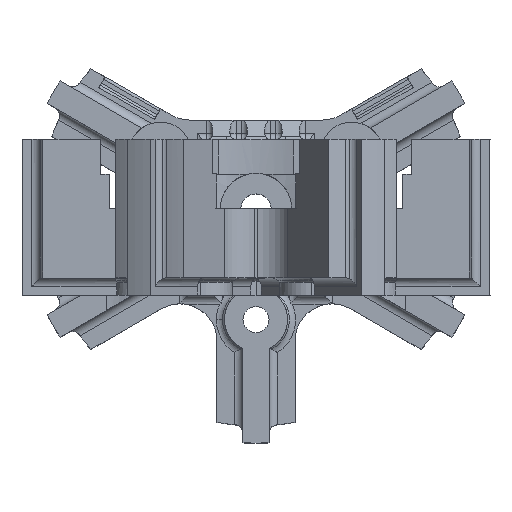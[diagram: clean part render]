
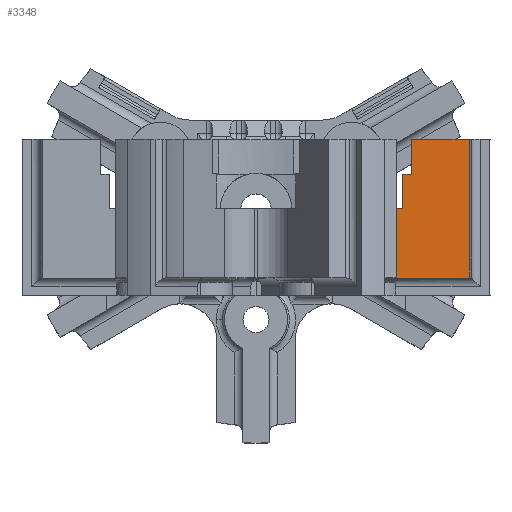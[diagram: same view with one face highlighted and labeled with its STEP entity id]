
A CAD part, top view. The second image highlights one B-rep face of the part: STEP entity #3348.
In plain terms, the highlighted planar face has unit normal (0, 0, 1).
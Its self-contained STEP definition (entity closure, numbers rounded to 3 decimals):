
#28 = VERTEX_POINT ( 'NONE', #11946 ) ;
#181 = LINE ( 'NONE', #9270, #10612 ) ;
#651 = VECTOR ( 'NONE', #4475, 1000. ) ;
#861 = VECTOR ( 'NONE', #10913, 1000. ) ;
#1473 = CARTESIAN_POINT ( 'NONE',  ( 16.912, 0., 4.5 ) ) ;
#1567 = VERTEX_POINT ( 'NONE', #4485 ) ;
#1718 = EDGE_CURVE ( 'NONE', #6485, #11190, #12122, .T. ) ;
#1781 = ORIENTED_EDGE ( 'NONE', *, *, #10312, .T. ) ;
#1977 = VECTOR ( 'NONE', #14170, 1000. ) ;
#2240 = AXIS2_PLACEMENT_3D ( 'NONE', #5174, #8536, #6302 ) ;
#2586 = EDGE_CURVE ( 'NONE', #28, #11190, #9333, .T. ) ;
#2633 = VERTEX_POINT ( 'NONE', #4038 ) ;
#2723 = EDGE_CURVE ( 'NONE', #1567, #6485, #11909, .T. ) ;
#2729 = DIRECTION ( 'NONE',  ( -1., 0., 0. ) ) ;
#3046 = EDGE_LOOP ( 'NONE', ( #1781, #11676, #5020, #9884, #13271, #4774, #14467, #11556 ) ) ;
#3348 = ADVANCED_FACE ( 'NONE', ( #12982 ), #14224, .F. ) ;
#3527 = EDGE_CURVE ( 'NONE', #2633, #6451, #6243, .T. ) ;
#3636 = CARTESIAN_POINT ( 'NONE',  ( 0., 4., 4.5 ) ) ;
#3676 = CARTESIAN_POINT ( 'NONE',  ( 24.592, 25., 4.5 ) ) ;
#4038 = CARTESIAN_POINT ( 'NONE',  ( 17.944, 4., 4.5 ) ) ;
#4162 = EDGE_CURVE ( 'NONE', #2633, #8722, #11118, .T. ) ;
#4318 = DIRECTION ( 'NONE',  ( -1., 0., 0. ) ) ;
#4475 = DIRECTION ( 'NONE',  ( 0., -1., 0. ) ) ;
#4485 = CARTESIAN_POINT ( 'NONE',  ( 15.059, 0., 4.5 ) ) ;
#4774 = ORIENTED_EDGE ( 'NONE', *, *, #4162, .F. ) ;
#5020 = ORIENTED_EDGE ( 'NONE', *, *, #1718, .T. ) ;
#5174 = CARTESIAN_POINT ( 'NONE',  ( 12.75, 25., 4.5 ) ) ;
#5375 = VERTEX_POINT ( 'NONE', #6859 ) ;
#5407 = VECTOR ( 'NONE', #8219, 1000. ) ;
#5424 = CARTESIAN_POINT ( 'NONE',  ( 0., 0., 4.5 ) ) ;
#5437 = CARTESIAN_POINT ( 'NONE',  ( 15.059, -8., 4.5 ) ) ;
#5611 = VECTOR ( 'NONE', #4318, 1000. ) ;
#6243 = LINE ( 'NONE', #3636, #8909 ) ;
#6302 = DIRECTION ( 'NONE',  ( -1., 0., 0. ) ) ;
#6451 = VERTEX_POINT ( 'NONE', #6648 ) ;
#6485 = VERTEX_POINT ( 'NONE', #13249 ) ;
#6648 = CARTESIAN_POINT ( 'NONE',  ( 16.912, 4., 4.5 ) ) ;
#6859 = CARTESIAN_POINT ( 'NONE',  ( 16.912, 0., 4.5 ) ) ;
#7958 = LINE ( 'NONE', #5424, #5611 ) ;
#8219 = DIRECTION ( 'NONE',  ( 0., -1., 0. ) ) ;
#8536 = DIRECTION ( 'NONE',  ( 0., 0., -1. ) ) ;
#8722 = VERTEX_POINT ( 'NONE', #12740 ) ;
#8909 = VECTOR ( 'NONE', #11738, 1000. ) ;
#9270 = CARTESIAN_POINT ( 'NONE',  ( 0., 8., 4.5 ) ) ;
#9333 = LINE ( 'NONE', #3676, #5407 ) ;
#9665 = CARTESIAN_POINT ( 'NONE',  ( 24.592, -8., 4.5 ) ) ;
#9836 = DIRECTION ( 'NONE',  ( 1., 0., 0. ) ) ;
#9884 = ORIENTED_EDGE ( 'NONE', *, *, #2586, .F. ) ;
#10206 = VECTOR ( 'NONE', #9836, 1000. ) ;
#10312 = EDGE_CURVE ( 'NONE', #5375, #1567, #7958, .T. ) ;
#10612 = VECTOR ( 'NONE', #2729, 1000. ) ;
#10672 = EDGE_CURVE ( 'NONE', #28, #8722, #181, .T. ) ;
#10739 = CARTESIAN_POINT ( 'NONE',  ( 12.75, -8., 4.5 ) ) ;
#10913 = DIRECTION ( 'NONE',  ( 0., 1., 0. ) ) ;
#11118 = LINE ( 'NONE', #11191, #861 ) ;
#11122 = EDGE_CURVE ( 'NONE', #5375, #6451, #13960, .T. ) ;
#11190 = VERTEX_POINT ( 'NONE', #9665 ) ;
#11191 = CARTESIAN_POINT ( 'NONE',  ( 17.944, 4., 4.5 ) ) ;
#11556 = ORIENTED_EDGE ( 'NONE', *, *, #11122, .F. ) ;
#11676 = ORIENTED_EDGE ( 'NONE', *, *, #2723, .T. ) ;
#11738 = DIRECTION ( 'NONE',  ( -1., 0., 0. ) ) ;
#11909 = LINE ( 'NONE', #5437, #651 ) ;
#11946 = CARTESIAN_POINT ( 'NONE',  ( 24.592, 8., 4.5 ) ) ;
#12122 = LINE ( 'NONE', #10739, #10206 ) ;
#12740 = CARTESIAN_POINT ( 'NONE',  ( 17.944, 8., 4.5 ) ) ;
#12982 = FACE_OUTER_BOUND ( 'NONE', #3046, .T. ) ;
#13249 = CARTESIAN_POINT ( 'NONE',  ( 15.059, -8., 4.5 ) ) ;
#13271 = ORIENTED_EDGE ( 'NONE', *, *, #10672, .T. ) ;
#13960 = LINE ( 'NONE', #1473, #1977 ) ;
#14170 = DIRECTION ( 'NONE',  ( 0., 1., 0. ) ) ;
#14224 = PLANE ( 'NONE',  #2240 ) ;
#14467 = ORIENTED_EDGE ( 'NONE', *, *, #3527, .T. ) ;
